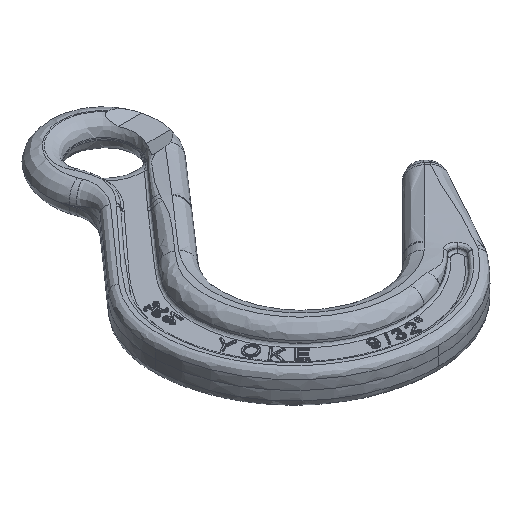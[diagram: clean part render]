
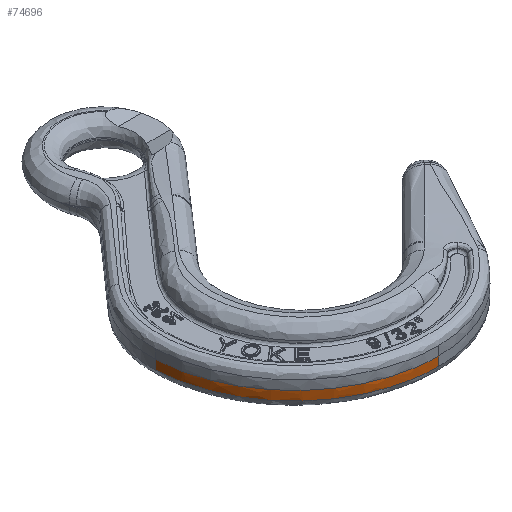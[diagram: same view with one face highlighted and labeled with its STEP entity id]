
A CAD part, isometric view. The second image highlights one B-rep face of the part: STEP entity #74696.
In plain terms, the highlighted free-form (B-spline) face has degree [3, 3] with [4, 11] control points.
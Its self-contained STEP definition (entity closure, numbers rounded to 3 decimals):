
#62501=CARTESIAN_POINT('Vertex',(0.,-139.,-3.763)) ;
#62505=CARTESIAN_POINT('Control Point',(-60.,-81.496,-3.819)) ;
#62506=CARTESIAN_POINT('Control Point',(-59.992,-81.738,-3.817)) ;
#62507=CARTESIAN_POINT('Control Point',(-59.953,-82.633,-3.808)) ;
#62508=CARTESIAN_POINT('Control Point',(-59.718,-86.218,-3.782)) ;
#62509=CARTESIAN_POINT('Control Point',(-58.612,-93.306,-3.774)) ;
#62510=CARTESIAN_POINT('Control Point',(-55.946,-101.312,-3.815)) ;
#62511=CARTESIAN_POINT('Control Point',(-53.226,-106.782,-3.829)) ;
#62512=CARTESIAN_POINT('Control Point',(-51.818,-109.244,-3.831)) ;
#62513=CARTESIAN_POINT('Control Point',(-50.307,-111.76,-3.834)) ;
#62514=CARTESIAN_POINT('Control Point',(-47.737,-115.491,-3.826)) ;
#62515=CARTESIAN_POINT('Control Point',(-44.99,-118.731,-3.819)) ;
#62516=CARTESIAN_POINT('Control Point',(-42.916,-120.921,-3.811)) ;
#62517=CARTESIAN_POINT('Control Point',(-41.088,-122.757,-3.806)) ;
#62518=CARTESIAN_POINT('Control Point',(-39.068,-124.553,-3.8)) ;
#62519=CARTESIAN_POINT('Control Point',(-31.623,-130.576,-3.784)) ;
#62520=CARTESIAN_POINT('Control Point',(-23.099,-135.027,-3.752)) ;
#62521=CARTESIAN_POINT('Control Point',(-14.014,-137.368,-3.735)) ;
#62522=CARTESIAN_POINT('Control Point',(-8.467,-138.554,-3.73)) ;
#62523=CARTESIAN_POINT('Control Point',(-4.261,-138.996,-3.733)) ;
#62524=CARTESIAN_POINT('Control Point',(-0.166,-139.001,-3.762)) ;
#62525=CARTESIAN_POINT('Control Point',(-0.077,-139.,-3.762)) ;
#62526=CARTESIAN_POINT('Control Point',(0.,-139.,-3.763)) ;
#62527=CARTESIAN_POINT('Vertex',(-60.,-81.5,-3.819)) ;
#74608=CARTESIAN_POINT('Vertex',(0.,-139.,0.)) ;
#74612=CARTESIAN_POINT('Control Point',(0.,-139.,-3.763)) ;
#74613=CARTESIAN_POINT('Control Point',(0.,-139.,-2.509)) ;
#74614=CARTESIAN_POINT('Control Point',(0.,-139.,-1.254)) ;
#74615=CARTESIAN_POINT('Control Point',(0.,-139.,0.)) ;
#74625=CARTESIAN_POINT('Control Point',(-60.,-81.5,-4.154)) ;
#74626=CARTESIAN_POINT('Control Point',(-59.883,-84.882,-4.154)) ;
#74627=CARTESIAN_POINT('Control Point',(-59.015,-91.961,-4.154)) ;
#74628=CARTESIAN_POINT('Control Point',(-55.489,-102.826,-4.154)) ;
#74629=CARTESIAN_POINT('Control Point',(-49.727,-113.234,-4.154)) ;
#74630=CARTESIAN_POINT('Control Point',(-41.934,-122.458,-4.154)) ;
#74631=CARTESIAN_POINT('Control Point',(-32.42,-129.936,-4.154)) ;
#74632=CARTESIAN_POINT('Control Point',(-21.774,-135.314,-4.154)) ;
#74633=CARTESIAN_POINT('Control Point',(-10.663,-138.415,-4.154)) ;
#74634=CARTESIAN_POINT('Control Point',(-3.448,-139.015,-4.154)) ;
#74635=CARTESIAN_POINT('Control Point',(0.,-139.,-4.154)) ;
#74636=CARTESIAN_POINT('Control Point',(-60.,-81.5,-2.769)) ;
#74637=CARTESIAN_POINT('Control Point',(-59.867,-84.915,-2.769)) ;
#74638=CARTESIAN_POINT('Control Point',(-58.979,-92.053,-2.769)) ;
#74639=CARTESIAN_POINT('Control Point',(-55.441,-102.965,-2.769)) ;
#74640=CARTESIAN_POINT('Control Point',(-49.66,-113.372,-2.769)) ;
#74641=CARTESIAN_POINT('Control Point',(-41.851,-122.559,-2.769)) ;
#74642=CARTESIAN_POINT('Control Point',(-32.347,-129.998,-2.769)) ;
#74643=CARTESIAN_POINT('Control Point',(-21.727,-135.334,-2.769)) ;
#74644=CARTESIAN_POINT('Control Point',(-10.651,-138.407,-2.769)) ;
#74645=CARTESIAN_POINT('Control Point',(-3.448,-139.008,-2.769)) ;
#74646=CARTESIAN_POINT('Control Point',(0.,-139.,-2.769)) ;
#74647=CARTESIAN_POINT('Control Point',(-60.,-81.5,-1.385)) ;
#74648=CARTESIAN_POINT('Control Point',(-59.854,-84.946,-1.385)) ;
#74649=CARTESIAN_POINT('Control Point',(-58.948,-92.138,-1.385)) ;
#74650=CARTESIAN_POINT('Control Point',(-55.399,-103.101,-1.385)) ;
#74651=CARTESIAN_POINT('Control Point',(-49.596,-113.507,-1.385)) ;
#74652=CARTESIAN_POINT('Control Point',(-41.764,-122.658,-1.385)) ;
#74653=CARTESIAN_POINT('Control Point',(-32.268,-130.061,-1.385)) ;
#74654=CARTESIAN_POINT('Control Point',(-21.674,-135.357,-1.385)) ;
#74655=CARTESIAN_POINT('Control Point',(-10.638,-138.401,-1.385)) ;
#74656=CARTESIAN_POINT('Control Point',(-3.448,-139.001,-1.385)) ;
#74657=CARTESIAN_POINT('Control Point',(0.,-139.,-1.385)) ;
#74658=CARTESIAN_POINT('Control Point',(-60.,-81.5,0.)) ;
#74659=CARTESIAN_POINT('Control Point',(-59.854,-84.946,0.)) ;
#74660=CARTESIAN_POINT('Control Point',(-58.948,-92.138,0.)) ;
#74661=CARTESIAN_POINT('Control Point',(-55.399,-103.101,0.)) ;
#74662=CARTESIAN_POINT('Control Point',(-49.596,-113.507,0.)) ;
#74663=CARTESIAN_POINT('Control Point',(-41.764,-122.658,0.)) ;
#74664=CARTESIAN_POINT('Control Point',(-32.268,-130.061,0.)) ;
#74665=CARTESIAN_POINT('Control Point',(-21.674,-135.357,0.)) ;
#74666=CARTESIAN_POINT('Control Point',(-10.638,-138.401,0.)) ;
#74667=CARTESIAN_POINT('Control Point',(-3.448,-139.001,0.)) ;
#74668=CARTESIAN_POINT('Control Point',(0.,-139.,0.)) ;
#74670=CARTESIAN_POINT('Control Point',(-60.,-81.5,0.)) ;
#74671=CARTESIAN_POINT('Control Point',(-59.854,-84.946,0.)) ;
#74672=CARTESIAN_POINT('Control Point',(-58.948,-92.138,0.)) ;
#74673=CARTESIAN_POINT('Control Point',(-55.399,-103.101,0.)) ;
#74674=CARTESIAN_POINT('Control Point',(-49.596,-113.507,0.)) ;
#74675=CARTESIAN_POINT('Control Point',(-41.764,-122.658,0.)) ;
#74676=CARTESIAN_POINT('Control Point',(-32.268,-130.061,0.)) ;
#74677=CARTESIAN_POINT('Control Point',(-21.674,-135.357,0.)) ;
#74678=CARTESIAN_POINT('Control Point',(-10.638,-138.401,0.)) ;
#74679=CARTESIAN_POINT('Control Point',(-3.448,-139.001,0.)) ;
#74680=CARTESIAN_POINT('Control Point',(0.,-139.,0.)) ;
#74681=CARTESIAN_POINT('Vertex',(-60.,-81.5,0.)) ;
#74685=CARTESIAN_POINT('Control Point',(-60.,-81.5,-3.818)) ;
#74686=CARTESIAN_POINT('Control Point',(-60.,-81.5,-2.546)) ;
#74687=CARTESIAN_POINT('Control Point',(-60.,-81.5,-1.273)) ;
#74688=CARTESIAN_POINT('Control Point',(-60.,-81.5,0.)) ;
#74691=ORIENTED_EDGE('',*,*,#62529,.T.) ;
#74692=ORIENTED_EDGE('',*,*,#74616,.F.) ;
#74693=ORIENTED_EDGE('',*,*,#74683,.F.) ;
#74694=ORIENTED_EDGE('',*,*,#74689,.T.) ;
#74696=ADVANCED_FACE('\X2\5B9E4F53\X0\1',(#74695),#74624,.F.) ;
#62504=B_SPLINE_CURVE_WITH_KNOTS('',3,(#62505,#62506,#62507,#62508,#62509,#62510,#62511,#62512,#62513,#62514,#62515,#62516,#62517,#62518,#62519,#62520,#62521,#62522,#62523,#62524,#62525,#62526),.UNSPECIFIED.,.F.,.U.,(4,1,1,1,1,1,1,1,1,1,1,1,1,1,1,1,1,1,1,4),(72.449,73.15,75.041,82.908,93.926,99.669,100.87,102.262,108.293,114.175,114.728,117.151,121.776,122.666,145.272,149.559,150.165,161.891,161.926,162.15),.UNSPECIFIED.) ;
#74611=B_SPLINE_CURVE_WITH_KNOTS('',3,(#74612,#74613,#74614,#74615),.UNSPECIFIED.,.F.,.U.,(4,4),(0.596,4.38),.UNSPECIFIED.) ;
#74669=B_SPLINE_CURVE_WITH_KNOTS('',3,(#74670,#74671,#74672,#74673,#74674,#74675,#74676,#74677,#74678,#74679,#74680),.UNSPECIFIED.,.F.,.U.,(4,1,1,1,1,1,1,1,4),(79.15,89.921,100.692,111.217,121.743,132.202,142.661,153.198,163.734),.UNSPECIFIED.) ;
#74684=B_SPLINE_CURVE_WITH_KNOTS('',3,(#74685,#74686,#74687,#74688),.UNSPECIFIED.,.F.,.U.,(4,4),(0.54,4.38),.UNSPECIFIED.) ;
#74624=B_SPLINE_SURFACE_WITH_KNOTS('',3,3,((#74625,#74626,#74627,#74628,#74629,#74630,#74631,#74632,#74633,#74634,#74635),(#74636,#74637,#74638,#74639,#74640,#74641,#74642,#74643,#74644,#74645,#74646),(#74647,#74648,#74649,#74650,#74651,#74652,#74653,#74654,#74655,#74656,#74657),(#74658,#74659,#74660,#74661,#74662,#74663,#74664,#74665,#74666,#74667,#74668)),.UNSPECIFIED.,.F.,.F.,.U.,(4,4),(4,1,1,1,1,1,1,1,4),(0.203,4.38),(79.15,89.921,100.692,111.217,121.743,132.202,142.661,153.198,163.734),.UNSPECIFIED.) ;
#62529=EDGE_CURVE('',#62528,#62502,#62504,.T.) ;
#74616=EDGE_CURVE('',#74609,#62502,#74611,.F.) ;
#74683=EDGE_CURVE('',#74682,#74609,#74669,.T.) ;
#74689=EDGE_CURVE('',#74682,#62528,#74684,.F.) ;
#74690=EDGE_LOOP('',(#74691,#74692,#74693,#74694)) ;
#74695=FACE_OUTER_BOUND('',#74690,.T.) ;
#62502=VERTEX_POINT('',#62501) ;
#62528=VERTEX_POINT('',#62527) ;
#74609=VERTEX_POINT('',#74608) ;
#74682=VERTEX_POINT('',#74681) ;
